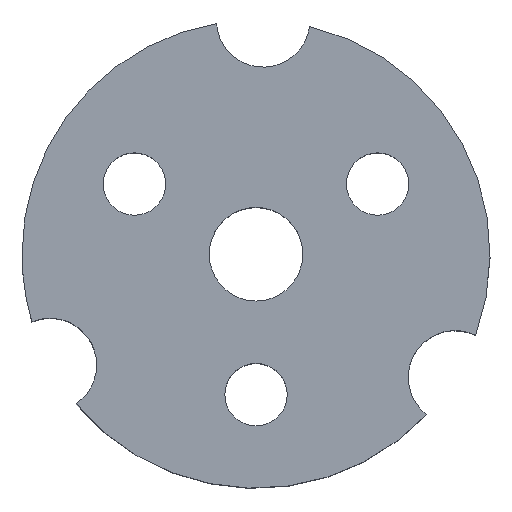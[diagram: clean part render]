
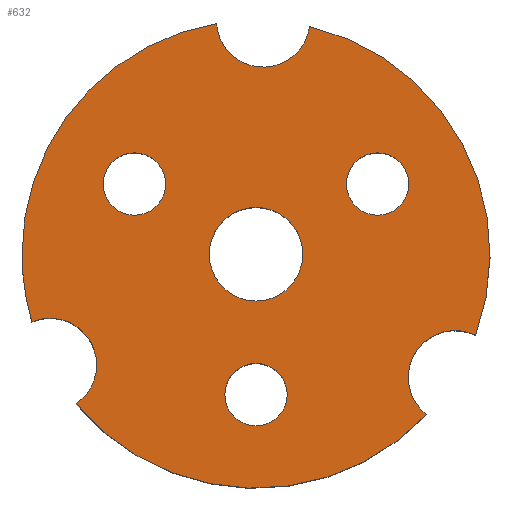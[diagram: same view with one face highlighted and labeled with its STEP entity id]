
A CAD part, top view. The second image highlights one B-rep face of the part: STEP entity #632.
In plain terms, the highlighted planar face has unit normal (0, 0, 1).
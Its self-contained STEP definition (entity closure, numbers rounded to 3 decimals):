
#7 = EDGE_CURVE ( 'NONE', #604, #73, #94, .T. ) ;
#18 = AXIS2_PLACEMENT_3D ( 'NONE', #537, #75, #645 ) ;
#19 = EDGE_LOOP ( 'NONE', ( #535, #493, #669, #191, #479, #38, #237, #23 ) ) ;
#22 = AXIS2_PLACEMENT_3D ( 'NONE', #625, #657, #140 ) ;
#23 = ORIENTED_EDGE ( 'NONE', *, *, #276, .T. ) ;
#24 = CARTESIAN_POINT ( 'NONE',  ( 10.929, -10.274, 10. ) ) ;
#31 = VERTEX_POINT ( 'NONE', #313 ) ;
#33 = DIRECTION ( 'NONE',  ( 1., 0., 0. ) ) ;
#38 = ORIENTED_EDGE ( 'NONE', *, *, #65, .T. ) ;
#39 = AXIS2_PLACEMENT_3D ( 'NONE', #317, #628, #531 ) ;
#50 = PLANE ( 'NONE',  #522 ) ;
#51 = CIRCLE ( 'NONE', #87, 2. ) ;
#56 = CARTESIAN_POINT ( 'NONE',  ( -9.794, 4.5, 10. ) ) ;
#61 = VERTEX_POINT ( 'NONE', #399 ) ;
#65 = EDGE_CURVE ( 'NONE', #583, #432, #321, .T. ) ;
#73 = VERTEX_POINT ( 'NONE', #353 ) ;
#75 = DIRECTION ( 'NONE',  ( 0., 0., 1. ) ) ;
#81 = CIRCLE ( 'NONE', #287, 15. ) ;
#85 = EDGE_CURVE ( 'NONE', #61, #400, #81, .T. ) ;
#87 = AXIS2_PLACEMENT_3D ( 'NONE', #673, #677, #212 ) ;
#91 = CIRCLE ( 'NONE', #335, 3. ) ;
#94 = CIRCLE ( 'NONE', #459, 2. ) ;
#95 = VERTEX_POINT ( 'NONE', #155 ) ;
#96 = CARTESIAN_POINT ( 'NONE',  ( 7.794, 4.5, 10. ) ) ;
#97 = CARTESIAN_POINT ( 'NONE',  ( 0., 0., 10. ) ) ;
#100 = CARTESIAN_POINT ( 'NONE',  ( 14.071, -5.198, 10. ) ) ;
#106 = DIRECTION ( 'NONE',  ( 1., 0., 0. ) ) ;
#112 = CARTESIAN_POINT ( 'NONE',  ( -10.214, -7.099, 10. ) ) ;
#117 = CIRCLE ( 'NONE', #148, 2. ) ;
#118 = DIRECTION ( 'NONE',  ( 1., 0., 0. ) ) ;
#123 = CARTESIAN_POINT ( 'NONE',  ( -15., 0., 10. ) ) ;
#127 = ORIENTED_EDGE ( 'NONE', *, *, #431, .F. ) ;
#140 = DIRECTION ( 'NONE',  ( 1., 0., 0. ) ) ;
#144 = EDGE_CURVE ( 'NONE', #583, #556, #204, .T. ) ;
#146 = CARTESIAN_POINT ( 'NONE',  ( -13.214, -7.099, 10. ) ) ;
#147 = AXIS2_PLACEMENT_3D ( 'NONE', #620, #503, #259 ) ;
#148 = AXIS2_PLACEMENT_3D ( 'NONE', #96, #303, #510 ) ;
#153 = CIRCLE ( 'NONE', #165, 3. ) ;
#155 = CARTESIAN_POINT ( 'NONE',  ( 3.433, 14.602, 10. ) ) ;
#160 = CARTESIAN_POINT ( 'NONE',  ( -2., -9., 10. ) ) ;
#161 = DIRECTION ( 'NONE',  ( 0., 0., 1. ) ) ;
#165 = AXIS2_PLACEMENT_3D ( 'NONE', #238, #225, #489 ) ;
#166 = EDGE_CURVE ( 'NONE', #228, #614, #117, .T. ) ;
#169 = CARTESIAN_POINT ( 'NONE',  ( -13.214, -7.099, 10. ) ) ;
#176 = EDGE_LOOP ( 'NONE', ( #230, #618 ) ) ;
#179 = EDGE_LOOP ( 'NONE', ( #327, #547 ) ) ;
#181 = VERTEX_POINT ( 'NONE', #201 ) ;
#184 = EDGE_CURVE ( 'NONE', #61, #95, #235, .T. ) ;
#186 = VERTEX_POINT ( 'NONE', #100 ) ;
#190 = CARTESIAN_POINT ( 'NONE',  ( 0.459, 14.993, 10. ) ) ;
#191 = ORIENTED_EDGE ( 'NONE', *, *, #244, .F. ) ;
#193 = DIRECTION ( 'NONE',  ( 0., 0., 1. ) ) ;
#201 = CARTESIAN_POINT ( 'NONE',  ( -3., 0., 10. ) ) ;
#204 = CIRCLE ( 'NONE', #290, 3. ) ;
#205 = CARTESIAN_POINT ( 'NONE',  ( 0., -9., 10. ) ) ;
#208 = CIRCLE ( 'NONE', #325, 2. ) ;
#209 = EDGE_CURVE ( 'NONE', #73, #604, #460, .T. ) ;
#211 = DIRECTION ( 'NONE',  ( 1., 0., 0. ) ) ;
#212 = DIRECTION ( 'NONE',  ( 1., 0., 0. ) ) ;
#219 = EDGE_CURVE ( 'NONE', #594, #394, #261, .T. ) ;
#223 = CARTESIAN_POINT ( 'NONE',  ( 3., 0., 10. ) ) ;
#225 = DIRECTION ( 'NONE',  ( 0., 0., 1. ) ) ;
#228 = VERTEX_POINT ( 'NONE', #574 ) ;
#230 = ORIENTED_EDGE ( 'NONE', *, *, #209, .F. ) ;
#235 = CIRCLE ( 'NONE', #375, 3. ) ;
#237 = ORIENTED_EDGE ( 'NONE', *, *, #366, .F. ) ;
#238 = CARTESIAN_POINT ( 'NONE',  ( 12.755, -7.894, 10. ) ) ;
#244 = EDGE_CURVE ( 'NONE', #556, #31, #91, .T. ) ;
#259 = DIRECTION ( 'NONE',  ( 1., 0., 0. ) ) ;
#261 = CIRCLE ( 'NONE', #641, 2. ) ;
#264 = DIRECTION ( 'NONE',  ( 0., 0., 1. ) ) ;
#271 = FACE_BOUND ( 'NONE', #463, .T. ) ;
#276 = EDGE_CURVE ( 'NONE', #186, #95, #532, .T. ) ;
#285 = CIRCLE ( 'NONE', #338, 15. ) ;
#286 = CARTESIAN_POINT ( 'NONE',  ( 0., 0., 10. ) ) ;
#287 = AXIS2_PLACEMENT_3D ( 'NONE', #294, #452, #33 ) ;
#290 = AXIS2_PLACEMENT_3D ( 'NONE', #146, #361, #500 ) ;
#294 = CARTESIAN_POINT ( 'NONE',  ( 0., 0., 10. ) ) ;
#302 = VERTEX_POINT ( 'NONE', #223 ) ;
#303 = DIRECTION ( 'NONE',  ( 0., 0., 1. ) ) ;
#313 = CARTESIAN_POINT ( 'NONE',  ( -14.362, -4.328, 10. ) ) ;
#317 = CARTESIAN_POINT ( 'NONE',  ( 0., 0., 10. ) ) ;
#321 = CIRCLE ( 'NONE', #147, 15. ) ;
#325 = AXIS2_PLACEMENT_3D ( 'NONE', #520, #626, #406 ) ;
#327 = ORIENTED_EDGE ( 'NONE', *, *, #666, .F. ) ;
#330 = DIRECTION ( 'NONE',  ( 1., 0., 0. ) ) ;
#332 = DIRECTION ( 'NONE',  ( 1., 0., 0. ) ) ;
#335 = AXIS2_PLACEMENT_3D ( 'NONE', #169, #161, #211 ) ;
#338 = AXIS2_PLACEMENT_3D ( 'NONE', #379, #539, #332 ) ;
#346 = CARTESIAN_POINT ( 'NONE',  ( -7.794, 4.5, 10. ) ) ;
#353 = CARTESIAN_POINT ( 'NONE',  ( 2., -9., 10. ) ) ;
#361 = DIRECTION ( 'NONE',  ( 0., 0., 1. ) ) ;
#365 = FACE_OUTER_BOUND ( 'NONE', #19, .T. ) ;
#366 = EDGE_CURVE ( 'NONE', #186, #432, #153, .T. ) ;
#372 = CIRCLE ( 'NONE', #455, 3. ) ;
#375 = AXIS2_PLACEMENT_3D ( 'NONE', #190, #193, #667 ) ;
#379 = CARTESIAN_POINT ( 'NONE',  ( 0., 0., 10. ) ) ;
#393 = EDGE_CURVE ( 'NONE', #400, #31, #285, .T. ) ;
#394 = VERTEX_POINT ( 'NONE', #430 ) ;
#399 = CARTESIAN_POINT ( 'NONE',  ( -2.534, 14.784, 10. ) ) ;
#400 = VERTEX_POINT ( 'NONE', #123 ) ;
#406 = DIRECTION ( 'NONE',  ( 1., 0., 0. ) ) ;
#410 = FACE_BOUND ( 'NONE', #176, .T. ) ;
#415 = DIRECTION ( 'NONE',  ( 0., 0., 1. ) ) ;
#427 = EDGE_LOOP ( 'NONE', ( #127, #639 ) ) ;
#430 = CARTESIAN_POINT ( 'NONE',  ( -5.794, 4.5, 10. ) ) ;
#431 = EDGE_CURVE ( 'NONE', #302, #181, #372, .T. ) ;
#432 = VERTEX_POINT ( 'NONE', #24 ) ;
#452 = DIRECTION ( 'NONE',  ( 0., 0., 1. ) ) ;
#455 = AXIS2_PLACEMENT_3D ( 'NONE', #286, #486, #330 ) ;
#459 = AXIS2_PLACEMENT_3D ( 'NONE', #205, #517, #106 ) ;
#460 = CIRCLE ( 'NONE', #22, 2. ) ;
#463 = EDGE_LOOP ( 'NONE', ( #633, #538 ) ) ;
#479 = ORIENTED_EDGE ( 'NONE', *, *, #144, .F. ) ;
#486 = DIRECTION ( 'NONE',  ( 0., 0., 1. ) ) ;
#489 = DIRECTION ( 'NONE',  ( 1., 0., 0. ) ) ;
#493 = ORIENTED_EDGE ( 'NONE', *, *, #85, .T. ) ;
#500 = DIRECTION ( 'NONE',  ( 1., 0., 0. ) ) ;
#503 = DIRECTION ( 'NONE',  ( 0., 0., 1. ) ) ;
#510 = DIRECTION ( 'NONE',  ( 1., 0., 0. ) ) ;
#515 = DIRECTION ( 'NONE',  ( 1., 0., 0. ) ) ;
#517 = DIRECTION ( 'NONE',  ( 0., 0., 1. ) ) ;
#520 = CARTESIAN_POINT ( 'NONE',  ( -7.794, 4.5, 10. ) ) ;
#522 = AXIS2_PLACEMENT_3D ( 'NONE', #97, #264, #515 ) ;
#528 = EDGE_CURVE ( 'NONE', #181, #302, #546, .T. ) ;
#531 = DIRECTION ( 'NONE',  ( 1., 0., 0. ) ) ;
#532 = CIRCLE ( 'NONE', #39, 15. ) ;
#535 = ORIENTED_EDGE ( 'NONE', *, *, #184, .F. ) ;
#537 = CARTESIAN_POINT ( 'NONE',  ( 0., 0., 10. ) ) ;
#538 = ORIENTED_EDGE ( 'NONE', *, *, #219, .F. ) ;
#539 = DIRECTION ( 'NONE',  ( 0., 0., 1. ) ) ;
#546 = CIRCLE ( 'NONE', #18, 3. ) ;
#547 = ORIENTED_EDGE ( 'NONE', *, *, #166, .F. ) ;
#556 = VERTEX_POINT ( 'NONE', #112 ) ;
#572 = EDGE_CURVE ( 'NONE', #394, #594, #208, .T. ) ;
#574 = CARTESIAN_POINT ( 'NONE',  ( 5.794, 4.5, 10. ) ) ;
#575 = FACE_BOUND ( 'NONE', #179, .T. ) ;
#578 = CARTESIAN_POINT ( 'NONE',  ( -11.537, -9.587, 10. ) ) ;
#583 = VERTEX_POINT ( 'NONE', #578 ) ;
#594 = VERTEX_POINT ( 'NONE', #56 ) ;
#604 = VERTEX_POINT ( 'NONE', #160 ) ;
#614 = VERTEX_POINT ( 'NONE', #629 ) ;
#618 = ORIENTED_EDGE ( 'NONE', *, *, #7, .F. ) ;
#620 = CARTESIAN_POINT ( 'NONE',  ( 0., 0., 10. ) ) ;
#625 = CARTESIAN_POINT ( 'NONE',  ( 0., -9., 10. ) ) ;
#626 = DIRECTION ( 'NONE',  ( 0., 0., 1. ) ) ;
#628 = DIRECTION ( 'NONE',  ( 0., 0., 1. ) ) ;
#629 = CARTESIAN_POINT ( 'NONE',  ( 9.794, 4.5, 10. ) ) ;
#632 = ADVANCED_FACE ( 'NONE', ( #365, #410, #271, #575, #635 ), #50, .T. ) ;
#633 = ORIENTED_EDGE ( 'NONE', *, *, #572, .F. ) ;
#635 = FACE_BOUND ( 'NONE', #427, .T. ) ;
#639 = ORIENTED_EDGE ( 'NONE', *, *, #528, .F. ) ;
#641 = AXIS2_PLACEMENT_3D ( 'NONE', #346, #415, #118 ) ;
#645 = DIRECTION ( 'NONE',  ( 1., 0., 0. ) ) ;
#657 = DIRECTION ( 'NONE',  ( 0., 0., 1. ) ) ;
#666 = EDGE_CURVE ( 'NONE', #614, #228, #51, .T. ) ;
#667 = DIRECTION ( 'NONE',  ( 1., 0., 0. ) ) ;
#669 = ORIENTED_EDGE ( 'NONE', *, *, #393, .T. ) ;
#673 = CARTESIAN_POINT ( 'NONE',  ( 7.794, 4.5, 10. ) ) ;
#677 = DIRECTION ( 'NONE',  ( 0., 0., 1. ) ) ;
